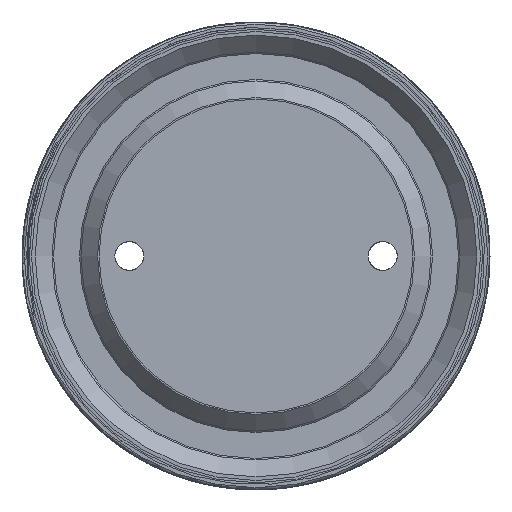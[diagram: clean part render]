
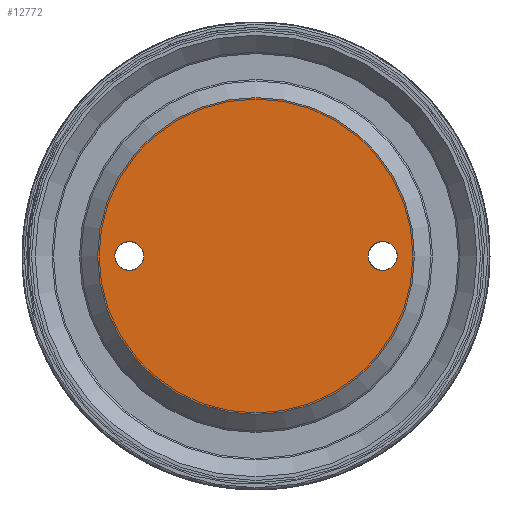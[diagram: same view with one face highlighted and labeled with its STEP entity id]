
A CAD part, front view. The second image highlights one B-rep face of the part: STEP entity #12772.
In plain terms, the highlighted planar face has unit normal (0, -1, 0).
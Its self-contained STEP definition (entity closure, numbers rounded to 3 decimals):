
#12579=CARTESIAN_POINT('',(-39.,36.,0.));
#12580=VERTEX_POINT('',#12579);
#12581=CARTESIAN_POINT('',(-35.,36.,0.0));
#12582=DIRECTION('',(0.0,1.0,0.0));
#12583=DIRECTION('',(1.0,0.0,0.0));
#12584=AXIS2_PLACEMENT_3D('',#12581,#12582,#12583);
#12585=CIRCLE('',#12584,4.0);
#12586=EDGE_CURVE('',#12580,#12580,#12585,.T.);
#12607=CARTESIAN_POINT('',(31.,36.,0.));
#12608=VERTEX_POINT('',#12607);
#12609=CARTESIAN_POINT('',(35.,36.,0.0));
#12610=DIRECTION('',(0.0,1.0,0.0));
#12611=DIRECTION('',(1.0,0.0,0.0));
#12612=AXIS2_PLACEMENT_3D('',#12609,#12610,#12611);
#12613=CIRCLE('',#12612,4.0);
#12614=EDGE_CURVE('',#12608,#12608,#12613,.T.);
#12743=CARTESIAN_POINT('',(43.757,36.,0.0));
#12744=VERTEX_POINT('',#12743);
#12745=CARTESIAN_POINT('',(0.,36.,0.0));
#12746=DIRECTION('',(0.0,-1.0,0.0));
#12747=DIRECTION('',(1.0,0.0,0.0));
#12748=AXIS2_PLACEMENT_3D('',#12745,#12746,#12747);
#12749=CIRCLE('',#12748,43.757);
#12750=EDGE_CURVE('',#12744,#12744,#12749,.T.);
#12758=CARTESIAN_POINT('',(21.879,36.,0.0));
#12759=DIRECTION('',(0.0,-1.0,0.0));
#12760=DIRECTION('',(0.0,0.0,-1.0));
#12761=AXIS2_PLACEMENT_3D('',#12758,#12759,#12760);
#12762=PLANE('',#12761);
#12763=ORIENTED_EDGE('',*,*,#12750,.T.);
#12764=EDGE_LOOP('',(#12763));
#12765=FACE_OUTER_BOUND('',#12764,.T.);
#12766=ORIENTED_EDGE('',*,*,#12586,.T.);
#12767=EDGE_LOOP('',(#12766));
#12768=FACE_BOUND('',#12767,.T.);
#12769=ORIENTED_EDGE('',*,*,#12614,.T.);
#12770=EDGE_LOOP('',(#12769));
#12771=FACE_BOUND('',#12770,.T.);
#12772=ADVANCED_FACE('',(#12765,#12768,#12771),#12762,.T.);
